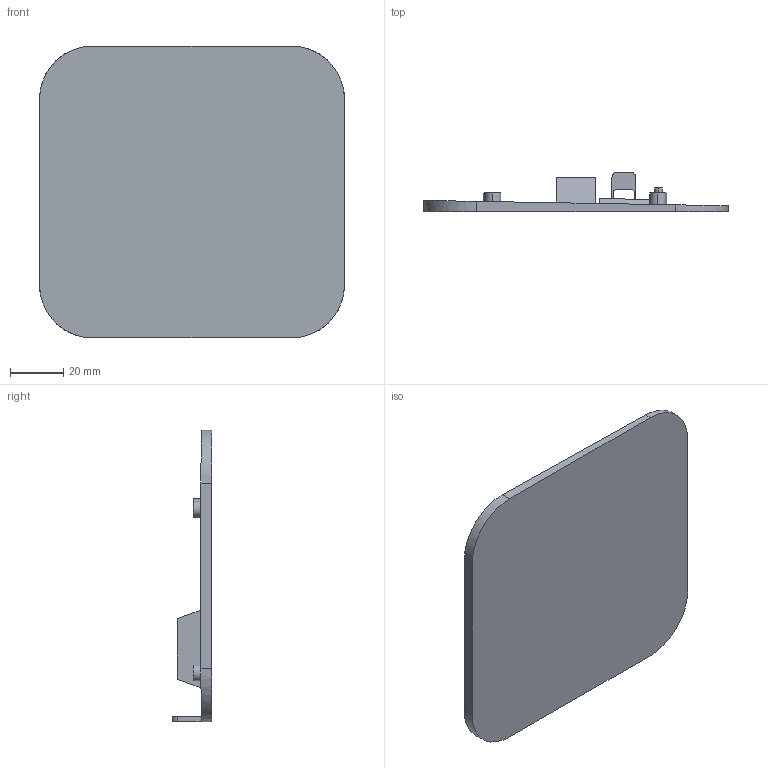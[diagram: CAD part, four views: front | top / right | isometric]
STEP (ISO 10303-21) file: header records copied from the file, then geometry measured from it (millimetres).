
FILE_DESCRIPTION (( 'STEP AP203' ), '1' );
FILE_NAME ('Base plate step AP203.STEP', '2023-07-31T09:31:41', ( '' ), ( '' ), 'SwSTEP 2.0', 'SolidWorks 2022', '' );
FILE_SCHEMA (( 'CONFIG_CONTROL_DESIGN' ));
Length unit declared in the file: millimetre
Products named in the file (1): Base plate step AP203
Bounding box: 115 x 15 x 110 mm (x, y, z)
Volume: 42829 mm3; surface area: 27669.4 mm2
Topology: 1 solids, 1 shells, 79 faces, 190 edges, 115 vertices
Faces by surface type: cylinder 30, plane 29, cone 20
Entity records: 2293 total; most frequent: CARTESIAN_POINT 411, DIRECTION 386, ORIENTED_EDGE 360, EDGE_CURVE 180, AXIS2_PLACEMENT_3D 138, VERTEX_POINT 115, LINE 110, VECTOR 110
